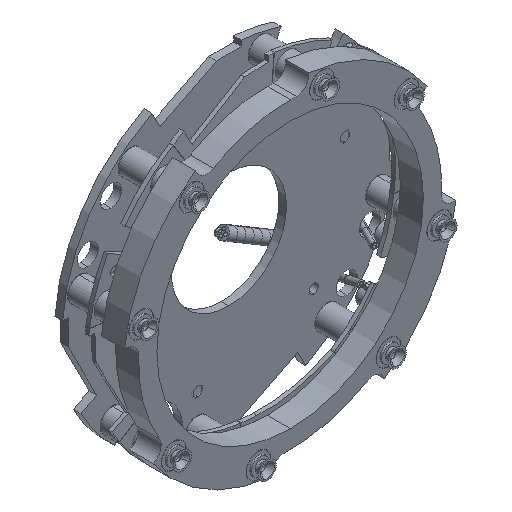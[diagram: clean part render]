
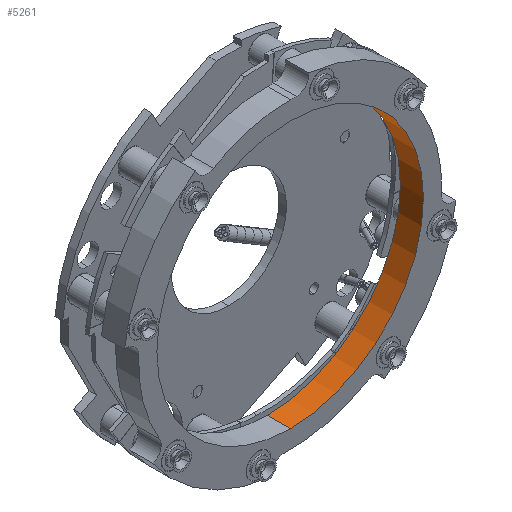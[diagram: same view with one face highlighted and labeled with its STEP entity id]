
A CAD part, isometric view. The second image highlights one B-rep face of the part: STEP entity #5261.
In plain terms, the highlighted cylindrical face has radius 17.628 mm (diameter 35.255 mm), a partial arc.
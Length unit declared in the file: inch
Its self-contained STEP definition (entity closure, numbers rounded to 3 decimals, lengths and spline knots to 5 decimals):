
#1967 = EDGE_CURVE ( 'NONE', #4714, #4720, #17768, .T. ) ;
#1968 = EDGE_CURVE ( 'NONE', #4714, #4715, #17779, .T. ) ;
#1969 = EDGE_CURVE ( 'NONE', #4715, #4716, #17778, .T. ) ;
#1978 = EDGE_CURVE ( 'NONE', #4720, #4716, #17795, .T. ) ;
#3414 = ORIENTED_EDGE ( 'NONE', *, *, #1967, .F. ) ;
#3415 = ORIENTED_EDGE ( 'NONE', *, *, #1978, .F. ) ;
#3416 = ORIENTED_EDGE ( 'NONE', *, *, #1969, .T. ) ;
#3417 = ORIENTED_EDGE ( 'NONE', *, *, #1968, .T. ) ;
#4714 = VERTEX_POINT ( 'NONE', #12888 ) ;
#4715 = VERTEX_POINT ( 'NONE', #12887 ) ;
#4716 = VERTEX_POINT ( 'NONE', #12886 ) ;
#4720 = VERTEX_POINT ( 'NONE', #12879 ) ;
#5261 = ADVANCED_FACE ( 'NONE', ( #28015 ), #28016, .F. ) ;
#12879 = CARTESIAN_POINT ( 'NONE',  ( 0., -0.199, -0.694 ) ) ;
#12886 = CARTESIAN_POINT ( 'NONE',  ( 0., -0.199, 0.694 ) ) ;
#12887 = CARTESIAN_POINT ( 'NONE',  ( 0., -0.319, 0.694 ) ) ;
#12888 = CARTESIAN_POINT ( 'NONE',  ( 0., -0.319, -0.694 ) ) ;
#13360 = DIRECTION ( 'NONE',  ( 0., 0., -1. ) ) ;
#13361 = DIRECTION ( 'NONE',  ( 0., 1., 0. ) ) ;
#13370 = CARTESIAN_POINT ( 'NONE',  ( 0., -0.319, 0. ) ) ;
#15849 = AXIS2_PLACEMENT_3D ( 'NONE', #32431, #32428, #32425 ) ;
#15854 = AXIS2_PLACEMENT_3D ( 'NONE', #32394, #32392, #32391 ) ;
#17764 = VECTOR ( 'NONE', #32421, 39.37008 ) ;
#17768 = LINE ( 'NONE', #32435, #17771 ) ;
#17771 = VECTOR ( 'NONE', #32432, 39.37008 ) ;
#17778 = LINE ( 'NONE', #32436, #17764 ) ;
#17779 = CIRCLE ( 'NONE', #15849, 0.694 ) ;
#17795 = CIRCLE ( 'NONE', #15854, 0.694 ) ;
#19006 = AXIS2_PLACEMENT_3D ( 'NONE', #13370, #13361, #13360 ) ;
#27493 = EDGE_LOOP ( 'NONE', ( #3417, #3416, #3415, #3414 ) ) ;
#28015 = FACE_OUTER_BOUND ( 'NONE', #27493, .T. ) ;
#28016 = CYLINDRICAL_SURFACE ( 'NONE', #19006, 0.694 ) ;
#32391 = DIRECTION ( 'NONE',  ( 0., 0., 1. ) ) ;
#32392 = DIRECTION ( 'NONE',  ( 0., -1., 0. ) ) ;
#32394 = CARTESIAN_POINT ( 'NONE',  ( 0., -0.199, 0. ) ) ;
#32421 = DIRECTION ( 'NONE',  ( 0., 1., 0. ) ) ;
#32425 = DIRECTION ( 'NONE',  ( 0., 0., 1. ) ) ;
#32428 = DIRECTION ( 'NONE',  ( 0., -1., 0. ) ) ;
#32431 = CARTESIAN_POINT ( 'NONE',  ( 0., -0.319, 0. ) ) ;
#32432 = DIRECTION ( 'NONE',  ( 0., 1., 0. ) ) ;
#32435 = CARTESIAN_POINT ( 'NONE',  ( 0., -0.319, -0.694 ) ) ;
#32436 = CARTESIAN_POINT ( 'NONE',  ( 0., -0.319, 0.694 ) ) ;
